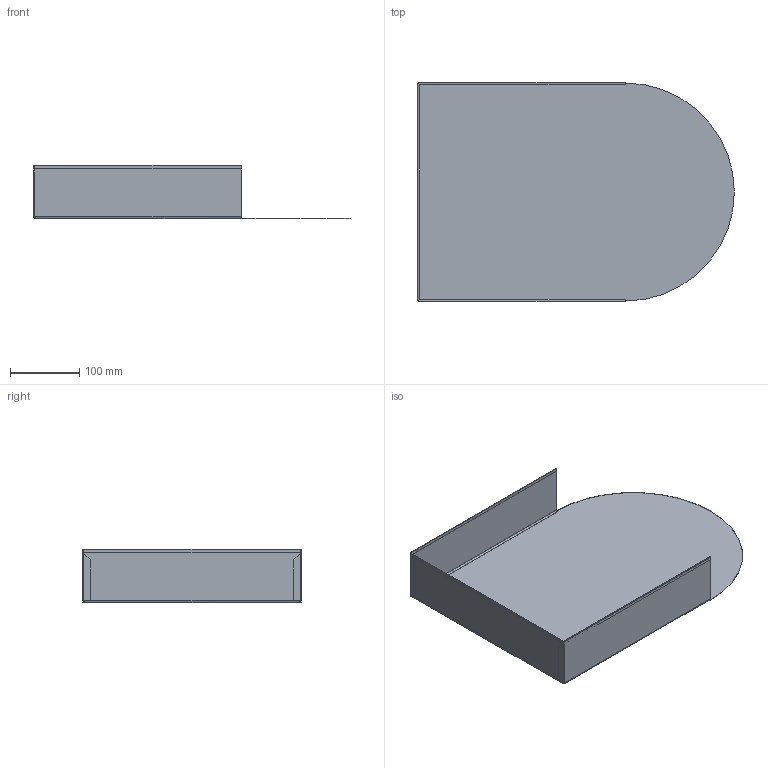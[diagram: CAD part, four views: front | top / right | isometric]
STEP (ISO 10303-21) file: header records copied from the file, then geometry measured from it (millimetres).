
FILE_DESCRIPTION (( 'STEP AP203' ), '1' );
FILE_NAME ('Schale.STEP', '2012-02-20T14:29:01', ( 'SysAdmin' ), ( '' ), 'SwSTEP 2.0', 'SolidWorks 2011', '' );
FILE_SCHEMA (( 'CONFIG_CONTROL_DESIGN' ));
Length unit declared in the file: millimetre
Products named in the file (1): Schale
Bounding box: 457.5 x 315 x 76.6 mm (x, y, z)
Volume: 124453.2 mm3; surface area: 416002.9 mm2
Topology: 1 solids, 1 shells, 75 faces, 157 edges, 84 vertices
Faces by surface type: plane 53, cylinder 18, bspline 4
Entity records: 2238 total; most frequent: CARTESIAN_POINT 601, DIRECTION 323, ORIENTED_EDGE 314, EDGE_CURVE 157, VECTOR 119, LINE 119, AXIS2_PLACEMENT_3D 102, VERTEX_POINT 84
